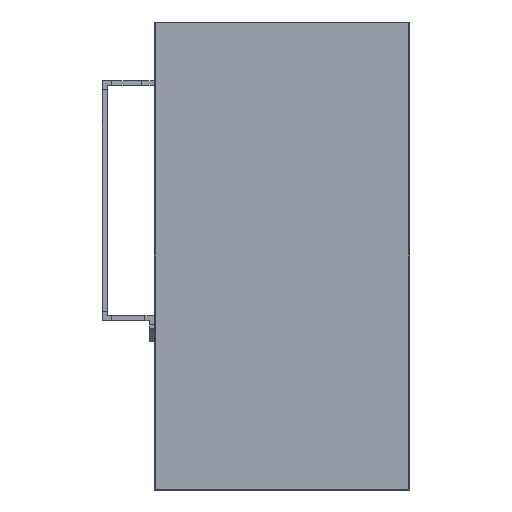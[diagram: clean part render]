
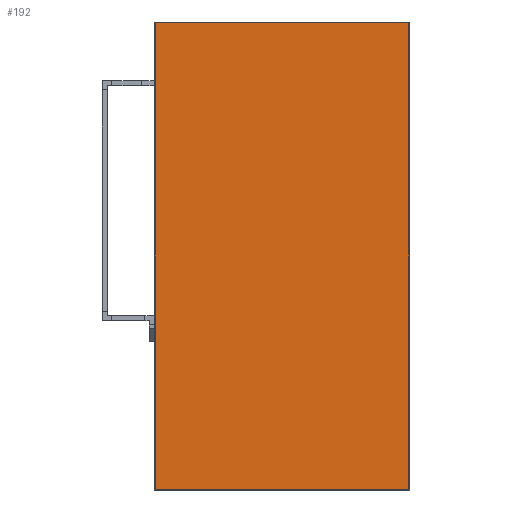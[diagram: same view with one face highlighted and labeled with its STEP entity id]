
A CAD part, front view. The second image highlights one B-rep face of the part: STEP entity #192.
In plain terms, the highlighted planar face has unit normal (0, -1, 0).
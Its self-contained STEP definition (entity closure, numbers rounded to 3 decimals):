
#192=ADVANCED_FACE('',(#387),#292,.T.);
#292=PLANE('',#2280);
#387=FACE_OUTER_BOUND('',#499,.T.);
#499=EDGE_LOOP('',(#846,#847,#848,#849));
#846=ORIENTED_EDGE('',*,*,#1535,.T.);
#847=ORIENTED_EDGE('',*,*,#1537,.T.);
#848=ORIENTED_EDGE('',*,*,#1539,.F.);
#849=ORIENTED_EDGE('',*,*,#1541,.F.);
#1286=VERTEX_POINT('',#3242);
#1287=VERTEX_POINT('',#3244);
#1288=VERTEX_POINT('',#3248);
#1289=VERTEX_POINT('',#3252);
#1535=EDGE_CURVE('',#1286,#1287,#1819,.T.);
#1537=EDGE_CURVE('',#1287,#1288,#1821,.T.);
#1539=EDGE_CURVE('',#1289,#1288,#1823,.T.);
#1541=EDGE_CURVE('',#1286,#1289,#1825,.T.);
#1819=LINE('',#3245,#2069);
#1821=LINE('',#3249,#2071);
#1823=LINE('',#3253,#2073);
#1825=LINE('',#3257,#2075);
#2069=VECTOR('',#2630,1.);
#2071=VECTOR('',#2634,1.);
#2073=VECTOR('',#2638,1.);
#2075=VECTOR('',#2644,1.);
#2280=AXIS2_PLACEMENT_3D('',#3259,#2647,#2648);
#2630=DIRECTION('',(1.,0.,0.));
#2634=DIRECTION('',(0.,0.,1.));
#2638=DIRECTION('',(1.,0.,0.));
#2644=DIRECTION('',(0.,0.,1.));
#2647=DIRECTION('',(0.,-1.,0.));
#2648=DIRECTION('',(0.,0.,-1.));
#3242=CARTESIAN_POINT('',(13.61,-427.,-34.79));
#3244=CARTESIAN_POINT('',(73.19,-427.,-34.79));
#3245=CARTESIAN_POINT('',(13.61,-427.,-34.79));
#3248=CARTESIAN_POINT('',(73.19,-427.,74.756));
#3249=CARTESIAN_POINT('',(73.19,-427.,-34.79));
#3252=CARTESIAN_POINT('',(13.61,-427.,74.756));
#3253=CARTESIAN_POINT('',(13.61,-427.,74.756));
#3257=CARTESIAN_POINT('',(13.61,-427.,-34.79));
#3259=CARTESIAN_POINT('',(13.61,-427.,-34.79));
